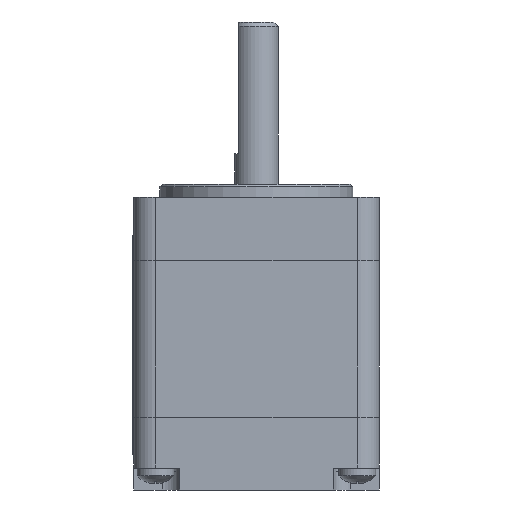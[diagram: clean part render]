
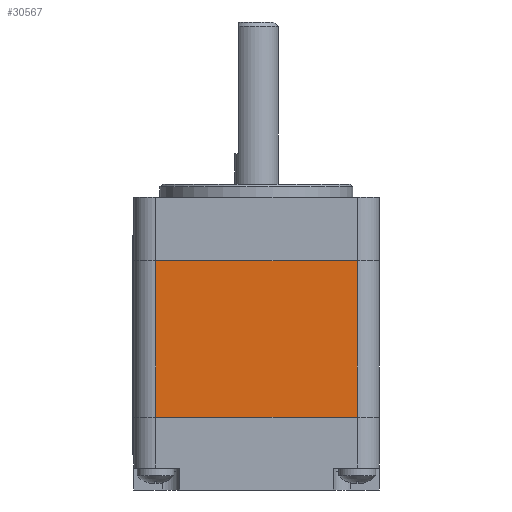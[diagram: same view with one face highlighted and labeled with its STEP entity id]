
A CAD part, front view. The second image highlights one B-rep face of the part: STEP entity #30567.
In plain terms, the highlighted planar face has unit normal (0, -1, 0).
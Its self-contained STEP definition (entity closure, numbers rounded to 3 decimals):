
#325=LINE('',#45339,#3458);
#504=LINE('',#46080,#3637);
#688=LINE('',#46826,#3821);
#689=LINE('',#46828,#3822);
#3458=VECTOR('',#35784,23.);
#3637=VECTOR('',#36347,23.);
#3821=VECTOR('',#36921,17.85);
#3822=VECTOR('',#36924,17.85);
#6529=PLANE('',#32715);
#7842=FACE_OUTER_BOUND('',#9583,.T.);
#9583=EDGE_LOOP('',(#21581,#21582,#21583,#21584));
#12846=VERTEX_POINT('',#45336);
#12847=VERTEX_POINT('',#45338);
#13216=VERTEX_POINT('',#46077);
#13217=VERTEX_POINT('',#46079);
#16012=EDGE_CURVE('',#12846,#12847,#325,.T.);
#16382=EDGE_CURVE('',#13217,#13216,#504,.T.);
#16756=EDGE_CURVE('',#12846,#13217,#688,.T.);
#16757=EDGE_CURVE('',#12847,#13216,#689,.T.);
#21581=ORIENTED_EDGE('',*,*,#16382,.T.);
#21582=ORIENTED_EDGE('',*,*,#16757,.F.);
#21583=ORIENTED_EDGE('',*,*,#16012,.F.);
#21584=ORIENTED_EDGE('',*,*,#16756,.T.);
#30567=ADVANCED_FACE('',(#7842),#6529,.F.);
#32715=AXIS2_PLACEMENT_3D('',#46827,#36922,#36923);
#35784=DIRECTION('',(0.,0.,-1.));
#36347=DIRECTION('',(0.,0.,-1.));
#36921=DIRECTION('',(-1.,0.,0.));
#36922=DIRECTION('center_axis',(0.,1.,0.));
#36923=DIRECTION('ref_axis',(0.,0.,1.));
#36924=DIRECTION('',(-1.,0.,0.));
#45336=CARTESIAN_POINT('',(17.85,-14.,11.5));
#45338=CARTESIAN_POINT('',(17.85,-14.,-11.5));
#45339=CARTESIAN_POINT('',(17.85,-14.,11.5));
#46077=CARTESIAN_POINT('',(0.,-14.,-11.5));
#46079=CARTESIAN_POINT('',(0.,-14.,11.5));
#46080=CARTESIAN_POINT('',(0.,-14.,11.5));
#46826=CARTESIAN_POINT('',(17.85,-14.,11.5));
#46827=CARTESIAN_POINT('Origin',(17.85,-14.,-11.5));
#46828=CARTESIAN_POINT('',(17.85,-14.,-11.5));
